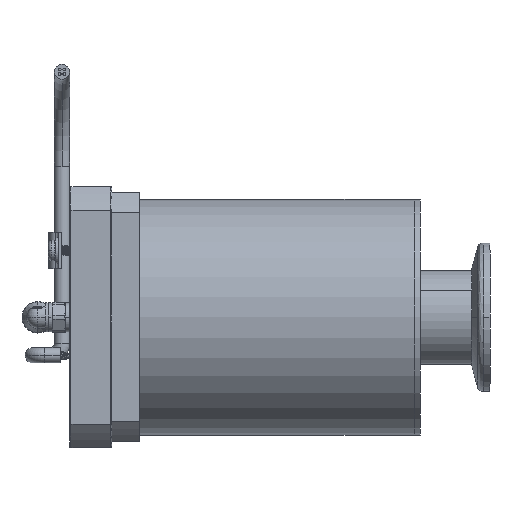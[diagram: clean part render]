
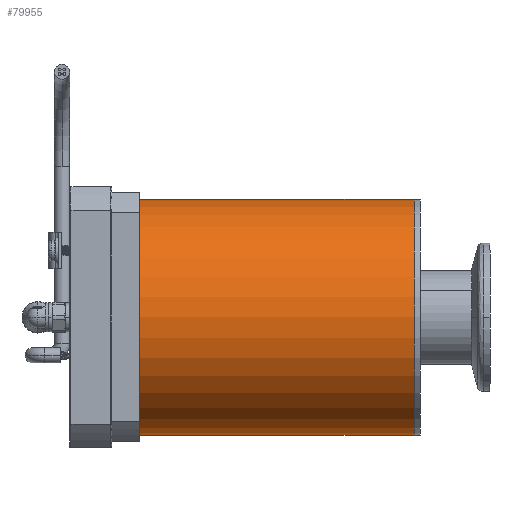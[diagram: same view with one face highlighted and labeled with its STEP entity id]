
A CAD part, left-side view. The second image highlights one B-rep face of the part: STEP entity #79955.
In plain terms, the highlighted cylindrical face has radius 31.75 mm (diameter 63.5 mm), a partial arc.
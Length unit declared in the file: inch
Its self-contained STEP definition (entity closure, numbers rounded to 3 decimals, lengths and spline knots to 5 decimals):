
#4168 = VECTOR ( 'NONE', #84478, 39.37008 ) ;
#5310 = DIRECTION ( 'NONE',  ( 0., 1., 0. ) ) ;
#11728 = EDGE_LOOP ( 'NONE', ( #100070, #13392, #106458, #99248 ) ) ;
#13392 = ORIENTED_EDGE ( 'NONE', *, *, #108813, .F. ) ;
#15357 = CIRCLE ( 'NONE', #80457, 1.25 ) ;
#18634 = CARTESIAN_POINT ( 'NONE',  ( 0., -0.17906, -1.25 ) ) ;
#20152 = VECTOR ( 'NONE', #87516, 39.37008 ) ;
#22406 = VERTEX_POINT ( 'NONE', #26698 ) ;
#24800 = DIRECTION ( 'NONE',  ( 0., -1., 0. ) ) ;
#25887 = CARTESIAN_POINT ( 'NONE',  ( 0., -0.17906, 0. ) ) ;
#26093 = FACE_OUTER_BOUND ( 'NONE', #11728, .T. ) ;
#26698 = CARTESIAN_POINT ( 'NONE',  ( 0., 2.79594, 1.25 ) ) ;
#28011 = VERTEX_POINT ( 'NONE', #78795 ) ;
#40630 = EDGE_CURVE ( 'NONE', #22406, #98928, #89505, .T. ) ;
#47343 = EDGE_CURVE ( 'NONE', #115149, #98928, #127143, .T. ) ;
#50015 = EDGE_CURVE ( 'NONE', #28011, #115149, #74000, .T. ) ;
#55920 = DIRECTION ( 'NONE',  ( 0., 0., 1. ) ) ;
#56112 = CARTESIAN_POINT ( 'NONE',  ( 0., -0.17906, 1.25 ) ) ;
#59253 = CARTESIAN_POINT ( 'NONE',  ( 0., 2.79594, 1.25 ) ) ;
#66047 = DIRECTION ( 'NONE',  ( 0., 1., 0. ) ) ;
#72645 = AXIS2_PLACEMENT_3D ( 'NONE', #25887, #66047, #104114 ) ;
#74000 = LINE ( 'NONE', #114100, #4168 ) ;
#76083 = CARTESIAN_POINT ( 'NONE',  ( 0., 2.79594, 0. ) ) ;
#76922 = CARTESIAN_POINT ( 'NONE',  ( 0., 2.79594, 0. ) ) ;
#78795 = CARTESIAN_POINT ( 'NONE',  ( 0., 2.79594, -1.25 ) ) ;
#79955 = ADVANCED_FACE ( 'NONE', ( #26093 ), #124635, .T. ) ;
#80457 = AXIS2_PLACEMENT_3D ( 'NONE', #76922, #5310, #55920 ) ;
#84478 = DIRECTION ( 'NONE',  ( 0., -1., 0. ) ) ;
#87516 = DIRECTION ( 'NONE',  ( 0., -1., 0. ) ) ;
#89136 = AXIS2_PLACEMENT_3D ( 'NONE', #76083, #24800, #105603 ) ;
#89505 = LINE ( 'NONE', #59253, #20152 ) ;
#98928 = VERTEX_POINT ( 'NONE', #56112 ) ;
#99248 = ORIENTED_EDGE ( 'NONE', *, *, #47343, .T. ) ;
#100070 = ORIENTED_EDGE ( 'NONE', *, *, #40630, .F. ) ;
#104114 = DIRECTION ( 'NONE',  ( 0., 0., 1. ) ) ;
#105603 = DIRECTION ( 'NONE',  ( 0., 0., -1. ) ) ;
#106458 = ORIENTED_EDGE ( 'NONE', *, *, #50015, .T. ) ;
#108813 = EDGE_CURVE ( 'NONE', #28011, #22406, #15357, .T. ) ;
#114100 = CARTESIAN_POINT ( 'NONE',  ( 0., 2.79594, -1.25 ) ) ;
#115149 = VERTEX_POINT ( 'NONE', #18634 ) ;
#124635 = CYLINDRICAL_SURFACE ( 'NONE', #89136, 1.25 ) ;
#127143 = CIRCLE ( 'NONE', #72645, 1.25 ) ;
